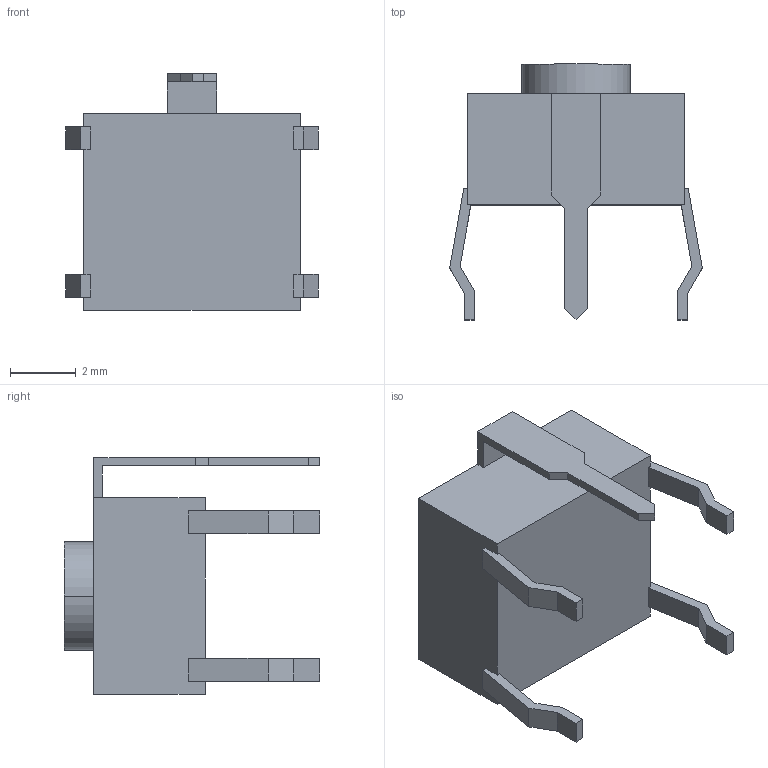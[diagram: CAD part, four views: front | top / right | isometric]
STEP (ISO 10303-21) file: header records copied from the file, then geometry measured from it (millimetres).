
FILE_DESCRIPTION(('STEP AP214'),'1');
FILE_NAME('20050.stp','2016-12-01T15:39:47',('TraceParts'),('TraceParts S.A.'),'Spatial InterOp 3D',' ',' ');
FILE_SCHEMA(('automotive_design'));
Length unit declared in the file: millimetre
Products named in the file (1): 1
Bounding box: 7.7 x 7.8 x 7.22 mm (x, y, z)
Volume: 147.8 mm3; surface area: 226.3 mm2
Topology: 1 solids, 1 shells, 61 faces, 171 edges, 114 vertices
Faces by surface type: plane 59, cylinder 2
Entity records: 3858 total; most frequent: CARTESIAN_POINT 347, STYLED_ITEM 346, PRESENTATION_STYLE_ASSIGNMENT 346, COLOUR_RGB 346, ORIENTED_EDGE 342, DIRECTION 299, EDGE_CURVE 171, CURVE_STYLE 171
